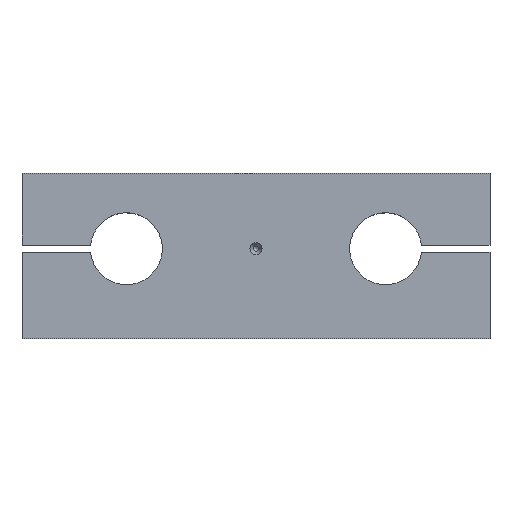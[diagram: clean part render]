
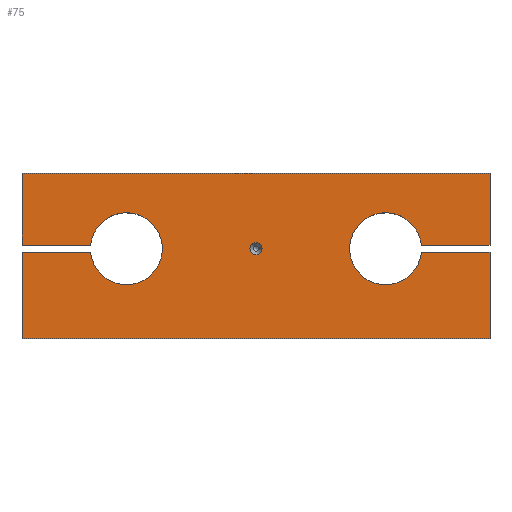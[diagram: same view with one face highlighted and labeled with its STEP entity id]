
A CAD part, top view. The second image highlights one B-rep face of the part: STEP entity #75.
In plain terms, the highlighted planar face has unit normal (0, 0, 1).
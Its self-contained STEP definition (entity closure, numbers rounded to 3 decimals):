
#75 = ADVANCED_FACE( '', ( #165, #166 ), #167, .T. );
#165 = FACE_OUTER_BOUND( '', #267, .T. );
#166 = FACE_BOUND( '', #268, .T. );
#167 = PLANE( '', #269 );
#267 = EDGE_LOOP( '', ( #418, #419, #420, #421, #422, #423, #424, #425, #426, #427, #428, #429 ) );
#268 = EDGE_LOOP( '', ( #430 ) );
#269 = AXIS2_PLACEMENT_3D( '', #431, #432, #433 );
#418 = ORIENTED_EDGE( '', *, *, #530, .T. );
#419 = ORIENTED_EDGE( '', *, *, #536, .T. );
#420 = ORIENTED_EDGE( '', *, *, #567, .T. );
#421 = ORIENTED_EDGE( '', *, *, #550, .T. );
#422 = ORIENTED_EDGE( '', *, *, #557, .F. );
#423 = ORIENTED_EDGE( '', *, *, #522, .T. );
#424 = ORIENTED_EDGE( '', *, *, #555, .T. );
#425 = ORIENTED_EDGE( '', *, *, #568, .T. );
#426 = ORIENTED_EDGE( '', *, *, #569, .T. );
#427 = ORIENTED_EDGE( '', *, *, #570, .T. );
#428 = ORIENTED_EDGE( '', *, *, #571, .F. );
#429 = ORIENTED_EDGE( '', *, *, #572, .T. );
#430 = ORIENTED_EDGE( '', *, *, #559, .F. );
#431 = CARTESIAN_POINT( '', ( 36., 25., 20. ) );
#432 = DIRECTION( '', ( 0., 0., 1. ) );
#433 = DIRECTION( '', ( 1., 0., 0. ) );
#522 = EDGE_CURVE( '', #604, #602, #605, .T. );
#530 = EDGE_CURVE( '', #618, #616, #619, .T. );
#536 = EDGE_CURVE( '', #616, #626, #628, .T. );
#550 = EDGE_CURVE( '', #651, #649, #652, .T. );
#555 = EDGE_CURVE( '', #602, #657, #659, .T. );
#557 = EDGE_CURVE( '', #604, #649, #661, .T. );
#559 = EDGE_CURVE( '', #663, #663, #664, .T. );
#567 = EDGE_CURVE( '', #626, #651, #675, .T. );
#568 = EDGE_CURVE( '', #657, #676, #677, .T. );
#569 = EDGE_CURVE( '', #676, #678, #679, .T. );
#570 = EDGE_CURVE( '', #678, #680, #681, .T. );
#571 = EDGE_CURVE( '', #682, #680, #683, .T. );
#572 = EDGE_CURVE( '', #682, #618, #684, .T. );
#602 = VERTEX_POINT( '', #718 );
#604 = VERTEX_POINT( '', #721 );
#605 = LINE( '', #722, #723 );
#616 = VERTEX_POINT( '', #736 );
#618 = VERTEX_POINT( '', #739 );
#619 = LINE( '', #740, #741 );
#626 = VERTEX_POINT( '', #750 );
#628 = LINE( '', #753, #754 );
#649 = VERTEX_POINT( '', #782 );
#651 = VERTEX_POINT( '', #785 );
#652 = LINE( '', #786, #787 );
#657 = VERTEX_POINT( '', #793 );
#659 = LINE( '', #796, #797 );
#661 = CIRCLE( '', #799, 10. );
#663 = VERTEX_POINT( '', #801 );
#664 = CIRCLE( '', #802, 1.675 );
#675 = LINE( '', #813, #814 );
#676 = VERTEX_POINT( '', #815 );
#677 = LINE( '', #816, #817 );
#678 = VERTEX_POINT( '', #818 );
#679 = LINE( '', #819, #820 );
#680 = VERTEX_POINT( '', #821 );
#681 = LINE( '', #822, #823 );
#682 = VERTEX_POINT( '', #824 );
#683 = CIRCLE( '', #825, 10. );
#684 = LINE( '', #826, #827 );
#718 = CARTESIAN_POINT( '', ( 65., 26., 20. ) );
#721 = CARTESIAN_POINT( '', ( 45.95, 26., 20. ) );
#722 = CARTESIAN_POINT( '', ( 45.95, 26., 20. ) );
#723 = VECTOR( '', #863, 1000. );
#736 = CARTESIAN_POINT( '', ( -65., 0., 20. ) );
#739 = CARTESIAN_POINT( '', ( -65., 24., 20. ) );
#740 = CARTESIAN_POINT( '', ( -65., 24., 20. ) );
#741 = VECTOR( '', #873, 1000. );
#750 = CARTESIAN_POINT( '', ( 65., 0., 20. ) );
#753 = CARTESIAN_POINT( '', ( -65., 0., 20. ) );
#754 = VECTOR( '', #880, 1000. );
#782 = CARTESIAN_POINT( '', ( 45.95, 24., 20. ) );
#785 = CARTESIAN_POINT( '', ( 65., 24., 20. ) );
#786 = CARTESIAN_POINT( '', ( 65., 24., 20. ) );
#787 = VECTOR( '', #898, 1000. );
#793 = CARTESIAN_POINT( '', ( 65., 46., 20. ) );
#796 = CARTESIAN_POINT( '', ( 65., 26., 20. ) );
#797 = VECTOR( '', #904, 1000. );
#799 = AXIS2_PLACEMENT_3D( '', #905, #906, #907 );
#801 = CARTESIAN_POINT( '', ( 1.675, 25., 20. ) );
#802 = AXIS2_PLACEMENT_3D( '', #908, #909, #910 );
#813 = CARTESIAN_POINT( '', ( 65., 0., 20. ) );
#814 = VECTOR( '', #920, 1000. );
#815 = CARTESIAN_POINT( '', ( -65., 46., 20. ) );
#816 = CARTESIAN_POINT( '', ( 65., 46., 20. ) );
#817 = VECTOR( '', #921, 1000. );
#818 = CARTESIAN_POINT( '', ( -65., 26., 20. ) );
#819 = CARTESIAN_POINT( '', ( -65., 46., 20. ) );
#820 = VECTOR( '', #922, 1000. );
#821 = CARTESIAN_POINT( '', ( -45.95, 26., 20. ) );
#822 = CARTESIAN_POINT( '', ( -65., 26., 20. ) );
#823 = VECTOR( '', #923, 1000. );
#824 = CARTESIAN_POINT( '', ( -45.95, 24., 20. ) );
#825 = AXIS2_PLACEMENT_3D( '', #924, #925, #926 );
#826 = CARTESIAN_POINT( '', ( -45.95, 24., 20. ) );
#827 = VECTOR( '', #927, 1000. );
#863 = DIRECTION( '', ( 1., 0., 0. ) );
#873 = DIRECTION( '', ( 0., -1., 0. ) );
#880 = DIRECTION( '', ( 1., 0., 0. ) );
#898 = DIRECTION( '', ( -1., 0., 0. ) );
#904 = DIRECTION( '', ( 0., 1., 0. ) );
#905 = CARTESIAN_POINT( '', ( 36., 25., 20. ) );
#906 = DIRECTION( '', ( 0., 0., 1. ) );
#907 = DIRECTION( '', ( 1., 0., 0. ) );
#908 = CARTESIAN_POINT( '', ( 0., 25., 20. ) );
#909 = DIRECTION( '', ( 0., 0., 1. ) );
#910 = DIRECTION( '', ( 1., 0., 0. ) );
#920 = DIRECTION( '', ( 0., 1., 0. ) );
#921 = DIRECTION( '', ( -1., 0., 0. ) );
#922 = DIRECTION( '', ( 0., -1., 0. ) );
#923 = DIRECTION( '', ( 1., 0., 0. ) );
#924 = CARTESIAN_POINT( '', ( -36., 25., 20. ) );
#925 = DIRECTION( '', ( 0., 0., 1. ) );
#926 = DIRECTION( '', ( 1., 0., 0. ) );
#927 = DIRECTION( '', ( -1., 0., 0. ) );
